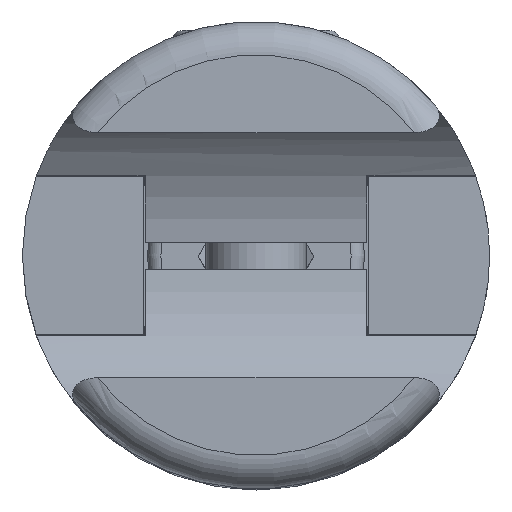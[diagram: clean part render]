
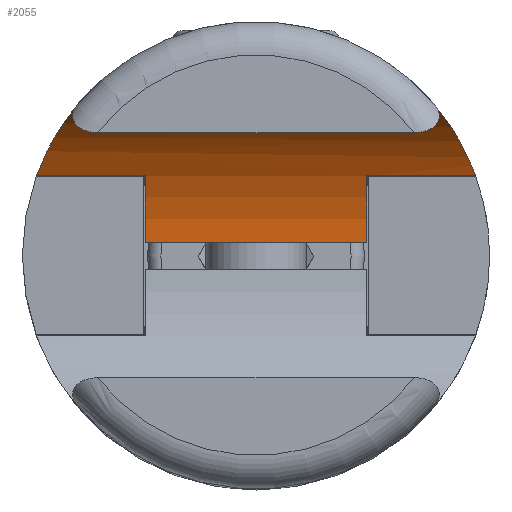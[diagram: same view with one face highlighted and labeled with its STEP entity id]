
A CAD part, top view. The second image highlights one B-rep face of the part: STEP entity #2055.
In plain terms, the highlighted cylindrical face has radius 10.5 mm (diameter 21 mm), a partial arc.
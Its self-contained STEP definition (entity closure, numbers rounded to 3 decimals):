
#97=B_SPLINE_CURVE_WITH_KNOTS('',3,(#3596,#3597,#3598,#3599,#3600,#3601,
#3602,#3603,#3604,#3605,#3606,#3607,#3608,#3609),.UNSPECIFIED.,.F.,.F.,
(4,2,2,2,2,2,4),(2.37,2.475,2.564,2.636,
2.702,2.773,2.793),.UNSPECIFIED.);
#98=B_SPLINE_CURVE_WITH_KNOTS('',3,(#3613,#3614,#3615,#3616,#3617,#3618,
#3619,#3620,#3621,#3622,#3623,#3624,#3625,#3626),.UNSPECIFIED.,.F.,.F.,
(4,2,2,2,2,2,4),(1.381,1.431,1.485,1.534,
1.592,1.659,1.731),.UNSPECIFIED.);
#99=B_SPLINE_CURVE_WITH_KNOTS('',3,(#3631,#3632,#3633,#3634,#3635,#3636,
#3637,#3638,#3639,#3640,#3641,#3642,#3643,#3644,#3645,#3646,#3647),
 .UNSPECIFIED.,.F.,.F.,(4,2,2,2,3,2,2,4),(-1.184,-0.846,
-0.423,-0.212,0.,0.212,0.423,
0.585),.UNSPECIFIED.);
#100=B_SPLINE_CURVE_WITH_KNOTS('',3,(#3653,#3654,#3655,#3656,#3657,#3658,
#3659,#3660,#3661,#3662,#3663,#3664,#3665,#3666,#3667,#3668,#3669),
 .UNSPECIFIED.,.F.,.F.,(4,2,2,3,2,2,2,4),(-0.585,-0.423,
-0.212,0.,0.212,0.423,0.846,
1.184),.UNSPECIFIED.);
#283=FACE_OUTER_BOUND('',#411,.T.);
#411=EDGE_LOOP('',(#1658,#1659,#1660,#1661,#1662,#1663,#1664,#1665,#1666,
#1667));
#565=LINE('',#3508,#716);
#569=LINE('',#3516,#720);
#581=LINE('',#3629,#732);
#582=LINE('',#3651,#733);
#716=VECTOR('',#2789,10.);
#720=VECTOR('',#2793,10.);
#732=VECTOR('',#2841,10.);
#733=VECTOR('',#2846,10.);
#823=CIRCLE('',#2410,10.5);
#824=CIRCLE('',#2411,10.5);
#964=VERTEX_POINT('',#3505);
#965=VERTEX_POINT('',#3507);
#968=VERTEX_POINT('',#3513);
#969=VERTEX_POINT('',#3515);
#984=VERTEX_POINT('',#3594);
#985=VERTEX_POINT('',#3595);
#986=VERTEX_POINT('',#3610);
#987=VERTEX_POINT('',#3612);
#988=VERTEX_POINT('',#3648);
#989=VERTEX_POINT('',#3650);
#1205=EDGE_CURVE('',#964,#965,#565,.T.);
#1209=EDGE_CURVE('',#968,#969,#569,.T.);
#1230=EDGE_CURVE('',#984,#985,#97,.T.);
#1232=EDGE_CURVE('',#986,#987,#98,.T.);
#1234=EDGE_CURVE('',#985,#986,#581,.T.);
#1235=EDGE_CURVE('',#969,#984,#99,.T.);
#1236=EDGE_CURVE('',#988,#968,#823,.T.);
#1237=EDGE_CURVE('',#989,#988,#582,.T.);
#1238=EDGE_CURVE('',#965,#989,#824,.T.);
#1239=EDGE_CURVE('',#987,#964,#100,.T.);
#1658=ORIENTED_EDGE('',*,*,#1232,.F.);
#1659=ORIENTED_EDGE('',*,*,#1234,.F.);
#1660=ORIENTED_EDGE('',*,*,#1230,.F.);
#1661=ORIENTED_EDGE('',*,*,#1235,.F.);
#1662=ORIENTED_EDGE('',*,*,#1209,.F.);
#1663=ORIENTED_EDGE('',*,*,#1236,.F.);
#1664=ORIENTED_EDGE('',*,*,#1237,.F.);
#1665=ORIENTED_EDGE('',*,*,#1238,.F.);
#1666=ORIENTED_EDGE('',*,*,#1205,.F.);
#1667=ORIENTED_EDGE('',*,*,#1239,.F.);
#1988=CYLINDRICAL_SURFACE('',#2409,10.5);
#2055=ADVANCED_FACE('',(#283),#1988,.F.);
#2409=AXIS2_PLACEMENT_3D('',#3630,#2842,#2843);
#2410=AXIS2_PLACEMENT_3D('',#3649,#2844,#2845);
#2411=AXIS2_PLACEMENT_3D('',#3652,#2847,#2848);
#2789=DIRECTION('',(0.,-1.,0.));
#2793=DIRECTION('',(0.,-1.,0.));
#2841=DIRECTION('',(0.,1.,0.));
#2842=DIRECTION('center_axis',(0.,1.,0.));
#2843=DIRECTION('ref_axis',(-0.94,0.,-0.342));
#2844=DIRECTION('center_axis',(0.,1.,0.));
#2845=DIRECTION('ref_axis',(1.,0.,0.));
#2846=DIRECTION('',(0.,-1.,0.));
#2847=DIRECTION('center_axis',(0.,-1.,0.));
#2848=DIRECTION('ref_axis',(1.,0.,0.));
#3505=CARTESIAN_POINT('',(-4.8,13.151,14.161));
#3507=CARTESIAN_POINT('',(-4.8,6.65,14.161));
#3508=CARTESIAN_POINT('',(-4.8,0.,14.161));
#3513=CARTESIAN_POINT('',(-4.8,-6.65,14.161));
#3515=CARTESIAN_POINT('',(-4.8,-13.151,14.161));
#3516=CARTESIAN_POINT('',(-4.8,0.,14.161));
#3594=CARTESIAN_POINT('',(-8.944,-10.77,29.));
#3595=CARTESIAN_POINT('',(-7.348,-9.487,31.));
#3596=CARTESIAN_POINT('Ctrl Pts',(-8.944,-10.77,29.));
#3597=CARTESIAN_POINT('Ctrl Pts',(-8.776,-10.91,29.274));
#3598=CARTESIAN_POINT('Ctrl Pts',(-8.593,-10.982,29.542));
#3599=CARTESIAN_POINT('Ctrl Pts',(-8.257,-10.997,29.992));
#3600=CARTESIAN_POINT('Ctrl Pts',(-8.104,-10.959,30.18));
#3601=CARTESIAN_POINT('Ctrl Pts',(-7.851,-10.814,30.474));
#3602=CARTESIAN_POINT('Ctrl Pts',(-7.743,-10.719,30.593));
#3603=CARTESIAN_POINT('Ctrl Pts',(-7.565,-10.477,30.783));
#3604=CARTESIAN_POINT('Ctrl Pts',(-7.496,-10.339,30.853));
#3605=CARTESIAN_POINT('Ctrl Pts',(-7.392,-10.014,30.958));
#3606=CARTESIAN_POINT('Ctrl Pts',(-7.363,-9.831,30.986));
#3607=CARTESIAN_POINT('Ctrl Pts',(-7.35,-9.592,30.999));
#3608=CARTESIAN_POINT('Ctrl Pts',(-7.348,-9.54,31.));
#3609=CARTESIAN_POINT('Ctrl Pts',(-7.348,-9.487,31.));
#3610=CARTESIAN_POINT('',(-7.348,9.487,31.));
#3612=CARTESIAN_POINT('',(-8.944,10.77,29.));
#3613=CARTESIAN_POINT('Ctrl Pts',(-7.348,9.487,31.));
#3614=CARTESIAN_POINT('Ctrl Pts',(-7.348,9.656,31.));
#3615=CARTESIAN_POINT('Ctrl Pts',(-7.362,9.825,30.987));
#3616=CARTESIAN_POINT('Ctrl Pts',(-7.43,10.16,30.919));
#3617=CARTESIAN_POINT('Ctrl Pts',(-7.486,10.318,30.864));
#3618=CARTESIAN_POINT('Ctrl Pts',(-7.635,10.586,30.709));
#3619=CARTESIAN_POINT('Ctrl Pts',(-7.721,10.691,30.617));
#3620=CARTESIAN_POINT('Ctrl Pts',(-7.926,10.868,30.389));
#3621=CARTESIAN_POINT('Ctrl Pts',(-8.044,10.929,30.251));
#3622=CARTESIAN_POINT('Ctrl Pts',(-8.3,11.,29.935));
#3623=CARTESIAN_POINT('Ctrl Pts',(-8.437,10.999,29.755));
#3624=CARTESIAN_POINT('Ctrl Pts',(-8.701,10.935,29.381));
#3625=CARTESIAN_POINT('Ctrl Pts',(-8.829,10.866,29.187));
#3626=CARTESIAN_POINT('Ctrl Pts',(-8.944,10.77,29.));
#3629=CARTESIAN_POINT('',(-7.348,0.,31.));
#3630=CARTESIAN_POINT('Origin',(0.,0.,23.5));
#3631=CARTESIAN_POINT('Ctrl Pts',(-4.8,-13.151,14.161));
#3632=CARTESIAN_POINT('Ctrl Pts',(-5.804,-12.785,14.678));
#3633=CARTESIAN_POINT('Ctrl Pts',(-6.697,-12.324,15.347));
#3634=CARTESIAN_POINT('Ctrl Pts',(-8.337,-11.299,16.987));
#3635=CARTESIAN_POINT('Ctrl Pts',(-9.127,-10.642,18.128));
#3636=CARTESIAN_POINT('Ctrl Pts',(-9.937,-9.869,20.038));
#3637=CARTESIAN_POINT('Ctrl Pts',(-10.147,-9.648,20.709));
#3638=CARTESIAN_POINT('Ctrl Pts',(-10.428,-9.343,22.087));
#3639=CARTESIAN_POINT('Ctrl Pts',(-10.5,-9.26,22.795));
#3640=CARTESIAN_POINT('Ctrl Pts',(-10.5,-9.26,23.5));
#3641=CARTESIAN_POINT('Ctrl Pts',(-10.5,-9.26,24.205));
#3642=CARTESIAN_POINT('Ctrl Pts',(-10.428,-9.343,24.913));
#3643=CARTESIAN_POINT('Ctrl Pts',(-10.147,-9.648,26.291));
#3644=CARTESIAN_POINT('Ctrl Pts',(-9.937,-9.869,26.962));
#3645=CARTESIAN_POINT('Ctrl Pts',(-9.46,-10.324,28.087));
#3646=CARTESIAN_POINT('Ctrl Pts',(-9.217,-10.544,28.556));
#3647=CARTESIAN_POINT('Ctrl Pts',(-8.944,-10.77,29.));
#3648=CARTESIAN_POINT('',(-0.8,-6.65,13.031));
#3649=CARTESIAN_POINT('Origin',(0.,-6.65,23.5));
#3650=CARTESIAN_POINT('',(-0.8,6.65,13.031));
#3651=CARTESIAN_POINT('',(-0.8,0.,13.031));
#3652=CARTESIAN_POINT('Origin',(0.,6.65,23.5));
#3653=CARTESIAN_POINT('Ctrl Pts',(-8.944,10.77,29.));
#3654=CARTESIAN_POINT('Ctrl Pts',(-9.217,10.544,28.556));
#3655=CARTESIAN_POINT('Ctrl Pts',(-9.46,10.324,28.087));
#3656=CARTESIAN_POINT('Ctrl Pts',(-9.937,9.869,26.962));
#3657=CARTESIAN_POINT('Ctrl Pts',(-10.147,9.648,26.291));
#3658=CARTESIAN_POINT('Ctrl Pts',(-10.428,9.343,24.913));
#3659=CARTESIAN_POINT('Ctrl Pts',(-10.5,9.26,24.205));
#3660=CARTESIAN_POINT('Ctrl Pts',(-10.5,9.26,23.5));
#3661=CARTESIAN_POINT('Ctrl Pts',(-10.5,9.26,22.795));
#3662=CARTESIAN_POINT('Ctrl Pts',(-10.428,9.343,22.087));
#3663=CARTESIAN_POINT('Ctrl Pts',(-10.147,9.648,20.709));
#3664=CARTESIAN_POINT('Ctrl Pts',(-9.937,9.869,20.038));
#3665=CARTESIAN_POINT('Ctrl Pts',(-9.127,10.642,18.128));
#3666=CARTESIAN_POINT('Ctrl Pts',(-8.337,11.299,16.987));
#3667=CARTESIAN_POINT('Ctrl Pts',(-6.697,12.324,15.347));
#3668=CARTESIAN_POINT('Ctrl Pts',(-5.804,12.785,14.678));
#3669=CARTESIAN_POINT('Ctrl Pts',(-4.8,13.151,14.161));
